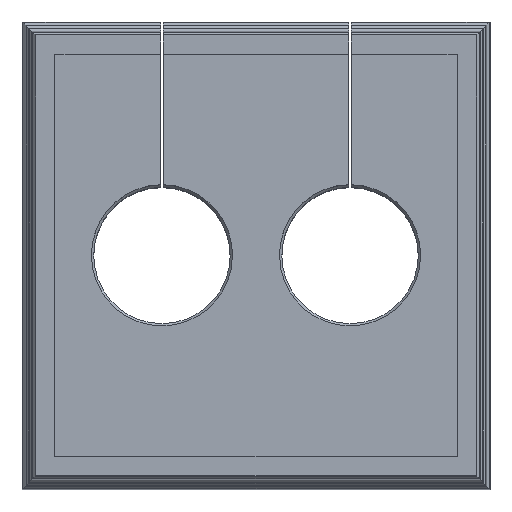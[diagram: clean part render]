
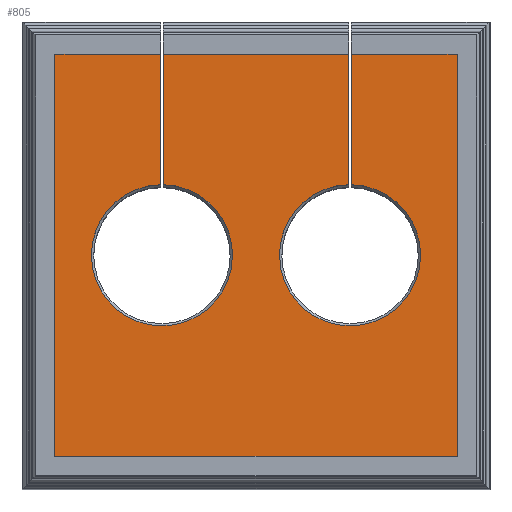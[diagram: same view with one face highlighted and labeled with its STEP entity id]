
A CAD part, top view. The second image highlights one B-rep face of the part: STEP entity #805.
In plain terms, the highlighted planar face has unit normal (0, 0, 1).
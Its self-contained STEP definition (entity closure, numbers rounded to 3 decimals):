
#133=FACE_OUTER_BOUND('',#1091,.T.);
#263=LINE('',#3595,#530);
#299=LINE('',#3663,#566);
#395=LINE('',#3907,#662);
#396=LINE('',#3912,#663);
#397=LINE('',#3913,#664);
#398=LINE('',#3915,#665);
#399=LINE('',#3917,#666);
#400=LINE('',#3918,#667);
#401=LINE('',#3922,#668);
#402=LINE('',#3924,#669);
#530=VECTOR('',#2815,1.);
#566=VECTOR('',#2873,1.);
#662=VECTOR('',#3109,1.);
#663=VECTOR('',#3112,1.);
#664=VECTOR('',#3113,1.);
#665=VECTOR('',#3114,1.);
#666=VECTOR('',#3115,1.);
#667=VECTOR('',#3116,1.);
#668=VECTOR('',#3119,1.);
#669=VECTOR('',#3120,1.);
#805=ADVANCED_FACE('',(#133),#928,.T.);
#928=PLANE('',#2646);
#990=CIRCLE('',#2644,3.);
#991=CIRCLE('',#2645,3.);
#1091=EDGE_LOOP('',(#1508,#1509,#1510,#1511,#1512,#1513,#1514,#1515,#1516,
#1517,#1518,#1519));
#1508=ORIENTED_EDGE('',*,*,#2354,.F.);
#1509=ORIENTED_EDGE('',*,*,#2355,.T.);
#1510=ORIENTED_EDGE('',*,*,#2356,.T.);
#1511=ORIENTED_EDGE('',*,*,#2201,.T.);
#1512=ORIENTED_EDGE('',*,*,#2357,.T.);
#1513=ORIENTED_EDGE('',*,*,#2358,.T.);
#1514=ORIENTED_EDGE('',*,*,#2359,.T.);
#1515=ORIENTED_EDGE('',*,*,#2237,.T.);
#1516=ORIENTED_EDGE('',*,*,#2360,.T.);
#1517=ORIENTED_EDGE('',*,*,#2361,.T.);
#1518=ORIENTED_EDGE('',*,*,#2362,.F.);
#1519=ORIENTED_EDGE('',*,*,#2363,.T.);
#1952=VERTEX_POINT('',#3590);
#1954=VERTEX_POINT('',#3594);
#1975=VERTEX_POINT('',#3662);
#1976=VERTEX_POINT('',#3664);
#2054=VERTEX_POINT('',#3908);
#2055=VERTEX_POINT('',#3909);
#2056=VERTEX_POINT('',#3911);
#2057=VERTEX_POINT('',#3914);
#2058=VERTEX_POINT('',#3916);
#2059=VERTEX_POINT('',#3919);
#2060=VERTEX_POINT('',#3921);
#2061=VERTEX_POINT('',#3923);
#2201=EDGE_CURVE('',#1952,#1954,#263,.T.);
#2237=EDGE_CURVE('',#1976,#1975,#299,.T.);
#2354=EDGE_CURVE('',#2054,#2055,#395,.T.);
#2355=EDGE_CURVE('',#2054,#2056,#990,.T.);
#2356=EDGE_CURVE('',#2056,#1952,#396,.T.);
#2357=EDGE_CURVE('',#1954,#2057,#397,.T.);
#2358=EDGE_CURVE('',#2057,#2058,#398,.T.);
#2359=EDGE_CURVE('',#2058,#1976,#399,.T.);
#2360=EDGE_CURVE('',#1975,#2059,#400,.T.);
#2361=EDGE_CURVE('',#2059,#2060,#991,.T.);
#2362=EDGE_CURVE('',#2061,#2060,#401,.T.);
#2363=EDGE_CURVE('',#2061,#2055,#402,.T.);
#2644=AXIS2_PLACEMENT_3D('',#3910,#3110,#3111);
#2645=AXIS2_PLACEMENT_3D('',#3920,#3117,#3118);
#2646=AXIS2_PLACEMENT_3D('',#3925,#3121,#3122);
#2815=DIRECTION('',(-1.,0.,0.));
#2873=DIRECTION('',(-1.,0.,0.));
#3109=DIRECTION('',(0.,1.,0.));
#3110=DIRECTION('',(0.,0.,-1.));
#3111=DIRECTION('',(1.,0.,0.));
#3112=DIRECTION('',(0.,1.,0.));
#3113=DIRECTION('',(0.,-1.,0.));
#3114=DIRECTION('',(1.,0.,0.));
#3115=DIRECTION('',(0.,1.,0.));
#3116=DIRECTION('',(0.,-1.,0.));
#3117=DIRECTION('',(0.,0.,-1.));
#3118=DIRECTION('',(1.,0.,0.));
#3119=DIRECTION('',(0.,-1.,0.));
#3120=DIRECTION('',(-1.,0.,0.));
#3121=DIRECTION('',(0.,0.,1.));
#3122=DIRECTION('',(-1.,0.,0.));
#3590=CARTESIAN_POINT('',(-4.05,8.55,17.7));
#3594=CARTESIAN_POINT('',(-8.55,8.55,17.7));
#3595=CARTESIAN_POINT('',(8.55,8.55,17.7));
#3662=CARTESIAN_POINT('',(4.05,8.55,17.7));
#3663=CARTESIAN_POINT('',(8.55,8.55,17.7));
#3664=CARTESIAN_POINT('',(8.55,8.55,17.7));
#3907=CARTESIAN_POINT('',(-3.95,0.,17.7));
#3908=CARTESIAN_POINT('',(-3.95,3.,17.7));
#3909=CARTESIAN_POINT('',(-3.95,8.55,17.7));
#3910=CARTESIAN_POINT('',(-4.,0.,17.7));
#3911=CARTESIAN_POINT('',(-4.05,3.,17.7));
#3912=CARTESIAN_POINT('',(-4.05,0.,17.7));
#3913=CARTESIAN_POINT('',(-8.55,8.55,17.7));
#3914=CARTESIAN_POINT('',(-8.55,-8.55,17.7));
#3915=CARTESIAN_POINT('',(-8.55,-8.55,17.7));
#3916=CARTESIAN_POINT('',(8.55,-8.55,17.7));
#3917=CARTESIAN_POINT('',(8.55,-8.55,17.7));
#3918=CARTESIAN_POINT('',(4.05,0.,17.7));
#3919=CARTESIAN_POINT('',(4.05,3.,17.7));
#3920=CARTESIAN_POINT('',(4.,0.,17.7));
#3921=CARTESIAN_POINT('',(3.95,3.,17.7));
#3922=CARTESIAN_POINT('',(3.95,0.,17.7));
#3923=CARTESIAN_POINT('',(3.95,8.55,17.7));
#3924=CARTESIAN_POINT('',(8.55,8.55,17.7));
#3925=CARTESIAN_POINT('',(0.,0.,17.7));
